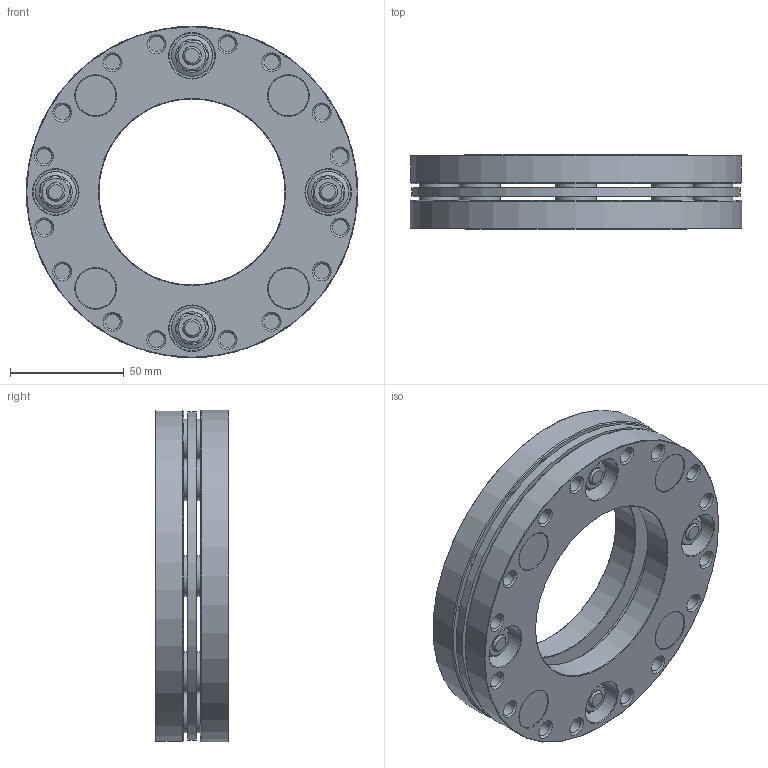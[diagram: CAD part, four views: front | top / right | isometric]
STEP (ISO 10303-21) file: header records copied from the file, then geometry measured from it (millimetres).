
FILE_DESCRIPTION(/* description */ ('Unknown'),/* implementation_level */ '2;1');
FILE_NAME(/* name */ 'HK20-17-00-00',/* time_stamp */ '2020-09-14T11:33:40+02:00',/* author */ ('Unknown'),/* organization */ ('Unknown'),/* preprocessor_version */ 'ST-DEVELOPER v16.7',/* originating_system */ 'Solid Edge',/* authorisation */ 'Unknown');
FILE_SCHEMA (('AUTOMOTIVE_DESIGN {1 0 10303 214 3 1 1}'));
Length unit declared in the file: millimetre
Products named in the file (1): Part10
Bounding box: 146 x 32.4 x 146 mm (x, y, z)
Volume: 296562.6 mm3; surface area: 96213.9 mm2
Topology: 1 solids, 1 shells, 420 faces, 938 edges, 564 vertices
Faces by surface type: plane 142, cylinder 142, cone 126, torus 10
Full cylindrical faces by diameter (mm): 6.8 x32, 8 x8, 17.8 x8, 18 x32, 20 x8, 82 x2, 95 x1, 145 x1, 146 x2
Entity records: 13215 total; most frequent: DIRECTION 1906, CARTESIAN_POINT 1773, ORIENTED_EDGE 1304, AXIS2_PLACEMENT_3D 881, EDGE_LOOP 792, FACE_BOUND 792, EDGE_CURVE 652, VERTEX_POINT 508
